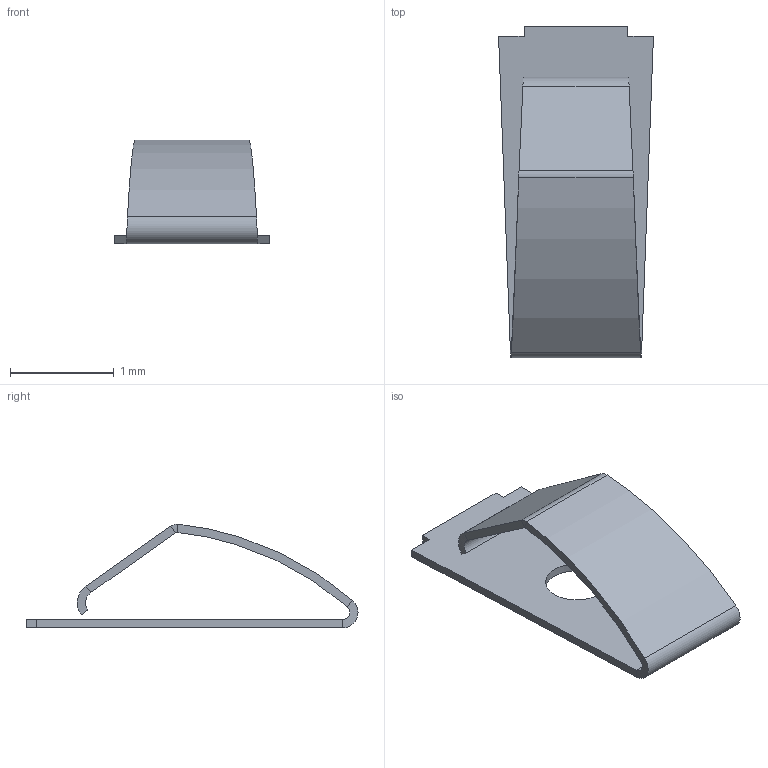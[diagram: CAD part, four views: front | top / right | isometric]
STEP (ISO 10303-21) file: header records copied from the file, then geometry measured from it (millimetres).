
FILE_DESCRIPTION(('FreeCAD Model'),'2;1');
FILE_NAME('Open CASCADE Shape Model','2026-01-03T23:42:07',(''),(''), 'Open CASCADE STEP processor 7.8','FreeCAD','Unknown');
FILE_SCHEMA(('AUTOMOTIVE_DESIGN { 1 0 10303 214 1 1 1 1 }'));
Length unit declared in the file: millimetre
Products named in the file (1): 331031321515_compressed_1mm
Bounding box: 1.49 x 3.2 x 1 mm (x, y, z)
Volume: 0.6 mm3; surface area: 16.9 mm2
Topology: 1 solids, 1 shells, 31 faces, 67 edges, 38 vertices
Faces by surface type: bspline 16, plane 14, cylinder 1
Full cylindrical faces by diameter (mm): 0.6 x1
Entity records: 1890 total; most frequent: CARTESIAN_POINT 684, DIRECTION 148, ORIENTED_EDGE 134, PCURVE 134, DEFINITIONAL_REPRESENTATION 134, LINE 111, VECTOR 111, B_SPLINE_CURVE_WITH_KNOTS 86
